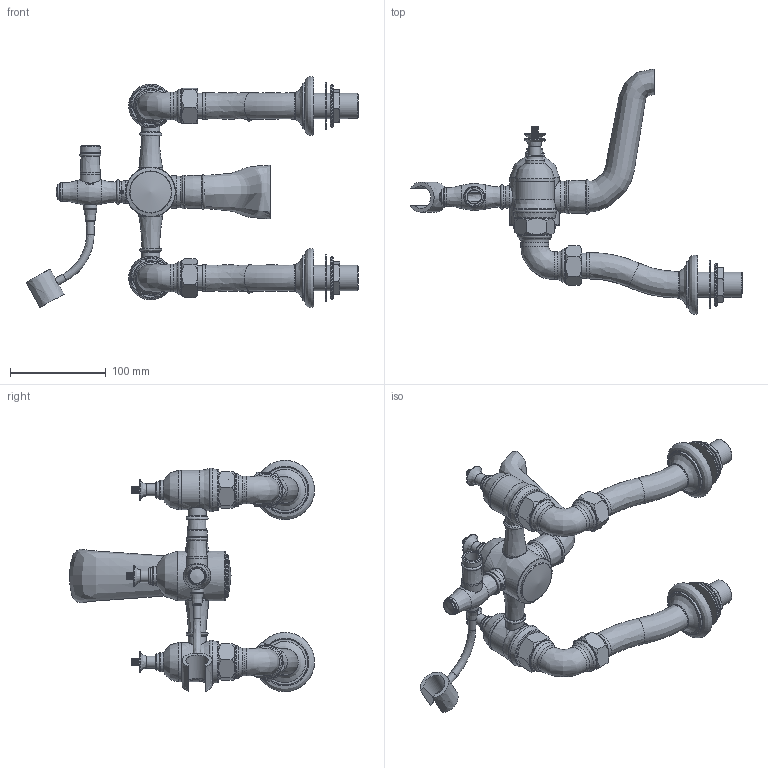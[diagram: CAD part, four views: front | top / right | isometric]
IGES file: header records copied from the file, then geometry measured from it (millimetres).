
Global section: file name: V230; native system: Autodesk Inventor 2018; preprocessor: unknown; author: rclarke; date: 20190708.155520; units: millimetre
Bounding box: 347.25 x 256.29 x 241.99 mm (x, y, z)
Volume: 701315 mm3; surface area: 338100.3 mm2
Topology: 78 solids, 80 shells, 2295 faces, 6380 edges, 4287 vertices
Faces by surface type: bspline 2295
